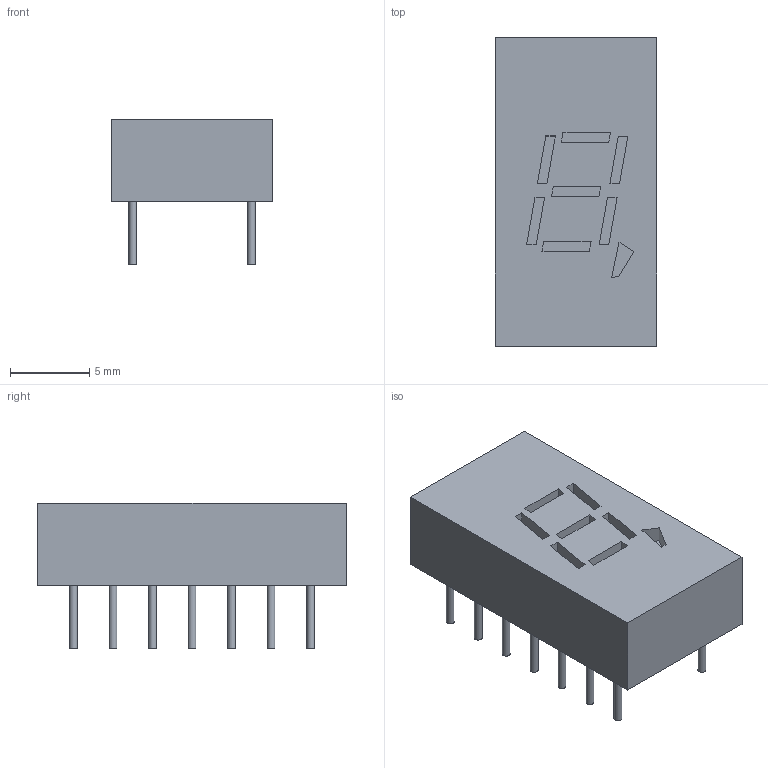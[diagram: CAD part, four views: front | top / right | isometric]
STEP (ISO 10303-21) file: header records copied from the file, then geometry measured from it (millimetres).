
FILE_DESCRIPTION(('FreeCAD Model'),'2;1');
FILE_NAME('Open CASCADE Shape Model','2024-02-02T19:11:11',(''),(''), 'Open CASCADE STEP processor 7.6','FreeCAD','Unknown');
FILE_SCHEMA(('AUTOMOTIVE_DESIGN { 1 0 10303 214 1 1 1 1 }'));
Length unit declared in the file: millimetre
Products named in the file (1): Body
Bounding box: 10.2 x 19.5 x 9.2 mm (x, y, z)
Volume: 1031 mm3; surface area: 851.2 mm2
Topology: 1 solids, 1 shells, 74 faces, 150 edges, 100 vertices
Faces by surface type: plane 60, cylinder 14
Full cylindrical faces by diameter (mm): 0.5 x14
Entity records: 1946 total; most frequent: DIRECTION 328, CARTESIAN_POINT 325, ORIENTED_EDGE 300, EDGE_CURVE 150, LINE 122, VECTOR 122, AXIS2_PLACEMENT_3D 103, VERTEX_POINT 100
